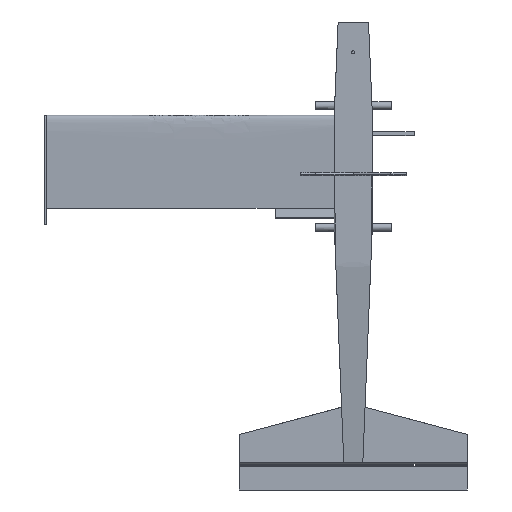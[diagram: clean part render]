
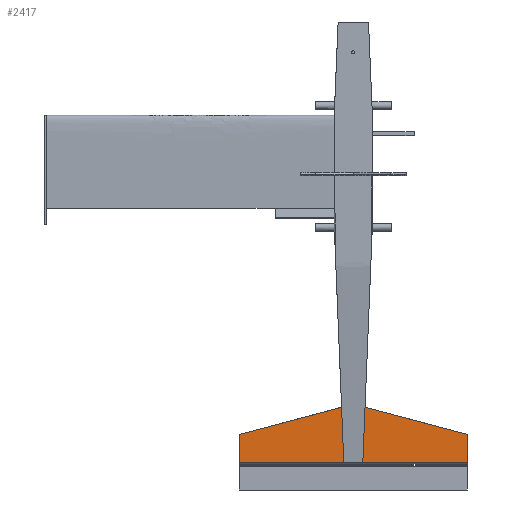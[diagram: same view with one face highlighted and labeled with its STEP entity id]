
A CAD part, front view. The second image highlights one B-rep face of the part: STEP entity #2417.
In plain terms, the highlighted free-form (B-spline) face has degree [1, 1] with [2, 2] control points.
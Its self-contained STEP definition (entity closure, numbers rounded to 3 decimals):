
#2417 = ADVANCED_FACE('',(#2418),#2455,.F.);
#2418 = FACE_BOUND('',#2419,.T.);
#2419 = EDGE_LOOP('',(#2420,#2429,#2436,#2443,#2450));
#2420 = ORIENTED_EDGE('',*,*,#2421,.T.);
#2421 = EDGE_CURVE('',#2422,#2424,#2426,.T.);
#2422 = VERTEX_POINT('',#2423);
#2423 = CARTESIAN_POINT('',(-247.952,54.401,
    -416.04));
#2424 = VERTEX_POINT('',#2425);
#2425 = CARTESIAN_POINT('',(199.36,54.401,
    -416.04));
#2426 = B_SPLINE_CURVE_WITH_KNOTS('',1,(#2427,#2428),.UNSPECIFIED.,.F.,
  .F.,(2,2),(0.,300.),.PIECEWISE_BEZIER_KNOTS.);
#2427 = CARTESIAN_POINT('',(-247.952,54.401,
    -416.04));
#2428 = CARTESIAN_POINT('',(199.36,54.401,
    -416.04));
#2429 = ORIENTED_EDGE('',*,*,#2430,.T.);
#2430 = EDGE_CURVE('',#2424,#2431,#2433,.T.);
#2431 = VERTEX_POINT('',#2432);
#2432 = CARTESIAN_POINT('',(199.36,54.401,
    -360.39));
#2433 = B_SPLINE_CURVE_WITH_KNOTS('',1,(#2434,#2435),.UNSPECIFIED.,.F.,
  .F.,(2,2),(35.677,73.),.PIECEWISE_BEZIER_KNOTS.);
#2434 = CARTESIAN_POINT('',(199.36,54.401,
    -416.04));
#2435 = CARTESIAN_POINT('',(199.36,54.401,
    -360.39));
#2436 = ORIENTED_EDGE('',*,*,#2437,.T.);
#2437 = EDGE_CURVE('',#2431,#2438,#2440,.T.);
#2438 = VERTEX_POINT('',#2439);
#2439 = CARTESIAN_POINT('',(-24.296,54.401,
    -300.749));
#2440 = B_SPLINE_CURVE_WITH_KNOTS('',1,(#2441,#2442),.UNSPECIFIED.,.F.,
  .F.,(2,2),(-126.126,29.116),.PIECEWISE_BEZIER_KNOTS.);
#2441 = CARTESIAN_POINT('',(199.36,54.401,
    -360.39));
#2442 = CARTESIAN_POINT('',(-24.296,54.401,
    -300.749));
#2443 = ORIENTED_EDGE('',*,*,#2444,.T.);
#2444 = EDGE_CURVE('',#2438,#2445,#2447,.T.);
#2445 = VERTEX_POINT('',#2446);
#2446 = CARTESIAN_POINT('',(-247.952,54.401,
    -360.39));
#2447 = B_SPLINE_CURVE_WITH_KNOTS('',1,(#2448,#2449),.UNSPECIFIED.,.F.,
  .F.,(2,2),(-29.116,126.126),.PIECEWISE_BEZIER_KNOTS.);
#2448 = CARTESIAN_POINT('',(-24.296,54.401,
    -300.749));
#2449 = CARTESIAN_POINT('',(-247.952,54.401,
    -360.39));
#2450 = ORIENTED_EDGE('',*,*,#2451,.T.);
#2451 = EDGE_CURVE('',#2445,#2422,#2452,.T.);
#2452 = B_SPLINE_CURVE_WITH_KNOTS('',1,(#2453,#2454),.UNSPECIFIED.,.F.,
  .F.,(2,2),(-73.,-35.677),.PIECEWISE_BEZIER_KNOTS.);
#2453 = CARTESIAN_POINT('',(-247.952,54.401,
    -360.39));
#2454 = CARTESIAN_POINT('',(-247.952,54.401,
    -416.04));
#2455 = B_SPLINE_SURFACE_WITH_KNOTS('',1,1,(
    (#2456,#2457)
    ,(#2458,#2459
    )),.UNSPECIFIED.,.F.,.F.,.F.,(2,2),(2,2),(-113.,-35.677),(
    -150.,150.),.PIECEWISE_BEZIER_KNOTS.);
#2456 = CARTESIAN_POINT('',(199.36,54.401,
    -300.749));
#2457 = CARTESIAN_POINT('',(-247.952,54.401,
    -300.749));
#2458 = CARTESIAN_POINT('',(199.36,54.401,
    -416.04));
#2459 = CARTESIAN_POINT('',(-247.952,54.401,
    -416.04));
